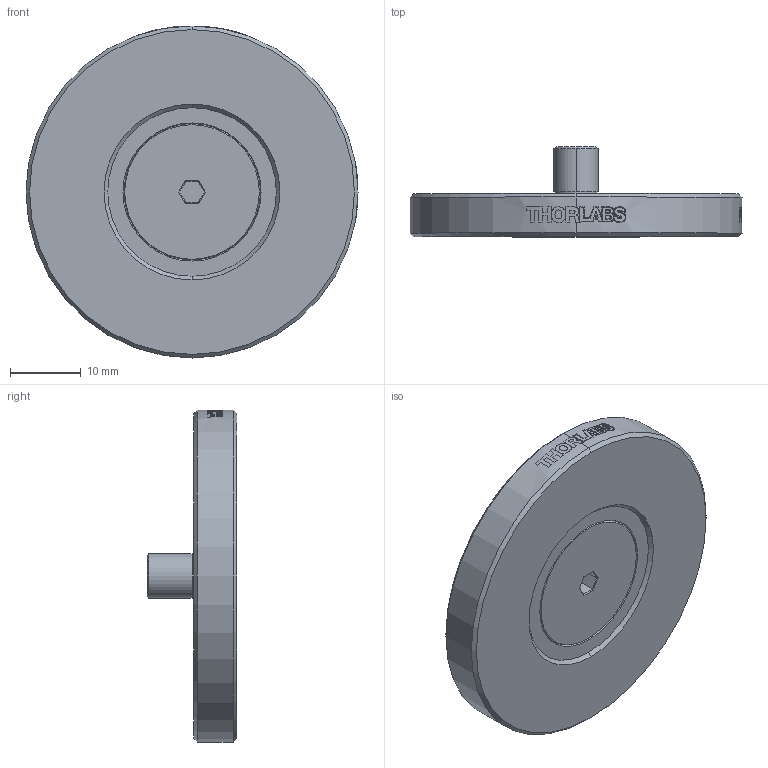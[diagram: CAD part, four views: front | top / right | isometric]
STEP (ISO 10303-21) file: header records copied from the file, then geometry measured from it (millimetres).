
FILE_DESCRIPTION (( 'STEP AP214' ), '1' );
FILE_NAME ('6662-E0W.STEP', '2015-10-27T13:43:17', ( 'admin' ), ( '' ), 'SwSTEP 2.0', 'SolidWorks 2014', '' );
FILE_SCHEMA (( 'AUTOMOTIVE_DESIGN' ));
Length unit declared in the file: millimetre
Products named in the file (1): 6662-E0W
Bounding box: 46.99 x 12.7 x 46.99 mm (x, y, z)
Volume: 10472.7 mm3; surface area: 4485.9 mm2
Topology: 1 solids, 1 shells, 62 faces, 288 edges, 257 vertices
Faces by surface type: cylinder 31, plane 19, cone 12
Entity records: 4993 total; most frequent: CARTESIAN_POINT 1911, ORIENTED_EDGE 576, DIRECTION 402, EDGE_CURVE 288, VERTEX_POINT 257, AXIS2_PLACEMENT_3D 157, B_SPLINE_CURVE_WITH_KNOTS 106, CIRCLE 94
